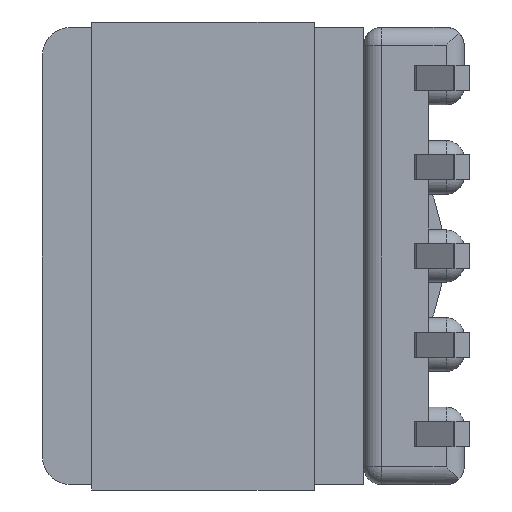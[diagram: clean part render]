
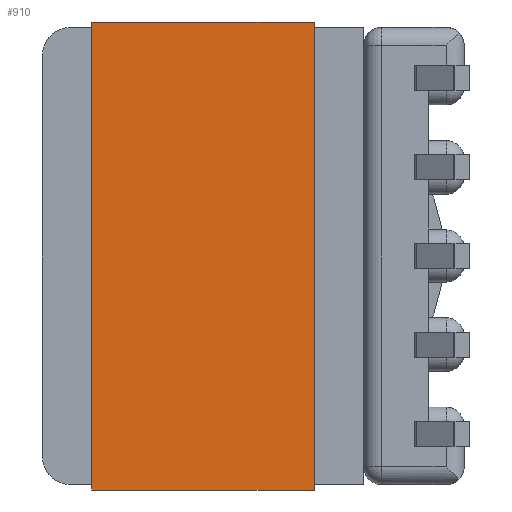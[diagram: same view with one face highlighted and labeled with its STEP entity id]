
A CAD part, left-side view. The second image highlights one B-rep face of the part: STEP entity #910.
In plain terms, the highlighted planar face has unit normal (-1, 0, 0).
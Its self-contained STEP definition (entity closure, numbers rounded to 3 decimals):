
#193 = ORIENTED_EDGE ( 'NONE', *, *, #1621, .F. ) ;
#203 = CARTESIAN_POINT ( 'NONE',  ( -0.15, 0.15, 0. ) ) ;
#910 = ADVANCED_FACE ( 'NONE', ( #11128 ), #12145, .T. ) ;
#1209 = DIRECTION ( 'NONE',  ( 0., -1., 0. ) ) ;
#1621 = EDGE_CURVE ( 'NONE', #3161, #3650, #12699, .T. ) ;
#2226 = DIRECTION ( 'NONE',  ( 0., 0., 1. ) ) ;
#2288 = LINE ( 'NONE', #203, #7274 ) ;
#3161 = VERTEX_POINT ( 'NONE', #5387 ) ;
#3194 = EDGE_CURVE ( 'NONE', #6167, #7092, #7461, .T. ) ;
#3312 = AXIS2_PLACEMENT_3D ( 'NONE', #5187, #5145, #4179 ) ;
#3603 = CARTESIAN_POINT ( 'NONE',  ( -0.15, 0.15, -6.22 ) ) ;
#3650 = VERTEX_POINT ( 'NONE', #6000 ) ;
#4056 = ORIENTED_EDGE ( 'NONE', *, *, #3194, .T. ) ;
#4179 = DIRECTION ( 'NONE',  ( 0., -1., 0. ) ) ;
#4426 = LINE ( 'NONE', #3603, #6768 ) ;
#5090 = EDGE_CURVE ( 'NONE', #3650, #7092, #2288, .T. ) ;
#5145 = DIRECTION ( 'NONE',  ( -1., 0., 0. ) ) ;
#5187 = CARTESIAN_POINT ( 'NONE',  ( -0.15, 0.15, -6.22 ) ) ;
#5216 = ORIENTED_EDGE ( 'NONE', *, *, #5090, .F. ) ;
#5387 = CARTESIAN_POINT ( 'NONE',  ( -0.15, 0.15, -6.22 ) ) ;
#5795 = DIRECTION ( 'NONE',  ( 0., 0., 1. ) ) ;
#6000 = CARTESIAN_POINT ( 'NONE',  ( -0.15, 0.15, 0. ) ) ;
#6167 = VERTEX_POINT ( 'NONE', #6706 ) ;
#6706 = CARTESIAN_POINT ( 'NONE',  ( -0.15, -12.95, -6.22 ) ) ;
#6768 = VECTOR ( 'NONE', #11551, 1000. ) ;
#7092 = VERTEX_POINT ( 'NONE', #11647 ) ;
#7135 = VECTOR ( 'NONE', #2226, 1000. ) ;
#7274 = VECTOR ( 'NONE', #1209, 1000. ) ;
#7445 = VECTOR ( 'NONE', #5795, 1000. ) ;
#7461 = LINE ( 'NONE', #10908, #7135 ) ;
#9246 = CARTESIAN_POINT ( 'NONE',  ( -0.15, 0.15, -6.22 ) ) ;
#9405 = ORIENTED_EDGE ( 'NONE', *, *, #10598, .T. ) ;
#10598 = EDGE_CURVE ( 'NONE', #3161, #6167, #4426, .T. ) ;
#10908 = CARTESIAN_POINT ( 'NONE',  ( -0.15, -12.95, -6.22 ) ) ;
#11128 = FACE_OUTER_BOUND ( 'NONE', #12278, .T. ) ;
#11551 = DIRECTION ( 'NONE',  ( 0., -1., 0. ) ) ;
#11647 = CARTESIAN_POINT ( 'NONE',  ( -0.15, -12.95, 0. ) ) ;
#12145 = PLANE ( 'NONE',  #3312 ) ;
#12278 = EDGE_LOOP ( 'NONE', ( #5216, #193, #9405, #4056 ) ) ;
#12699 = LINE ( 'NONE', #9246, #7445 ) ;
